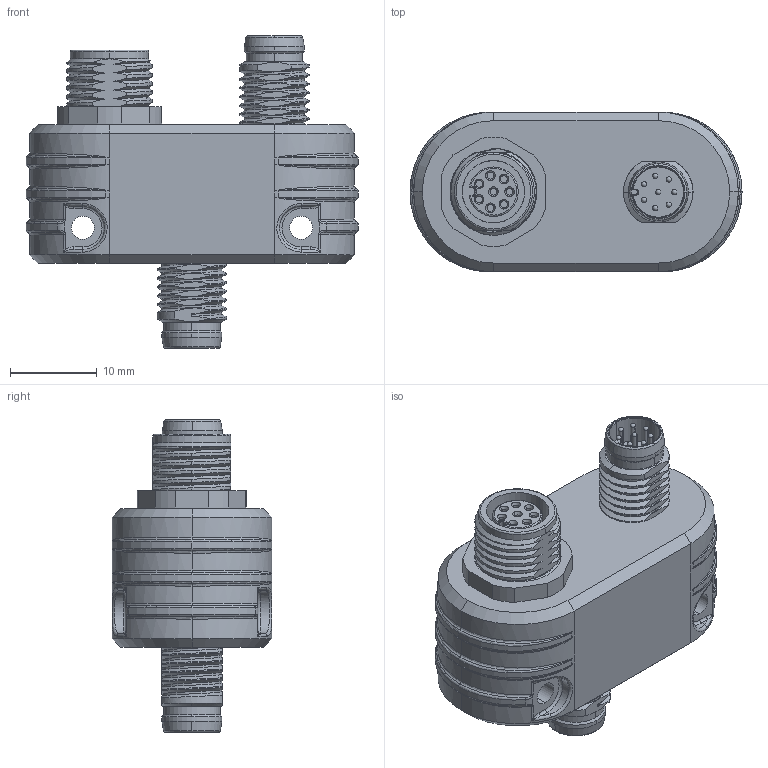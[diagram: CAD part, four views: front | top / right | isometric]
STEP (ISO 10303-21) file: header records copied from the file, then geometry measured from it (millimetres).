
FILE_DESCRIPTION (( 'STEP AP203' ), '1' );
FILE_NAME ('Y-splitter.STEP', '2024-03-04T08:26:19', ( '' ), ( '' ), 'SwSTEP 2.0', 'SolidWorks 2023', '' );
FILE_SCHEMA (( 'CONFIG_CONTROL_DESIGN' ));
Length unit declared in the file: millimetre
Products named in the file (8): 08-3203-08-XXX_CMP-002-00116-3; Y-splitter; RESC0603(1608)_N_CMP-115-000012-5; PA6940; 613-00001-01; PA6940_BOARD; RESC0603(1608)_L_CMP-009-00346-1; 零件1
Assembly tree (8 placements, depth 3):
  Y-splitter
    613-00001-01
    PA6940
      PA6940_BOARD
      RESC0603(1608)_L_CMP-009-00346-1
      RESC0603(1608)_N_CMP-115-000012-5
      零件1  x2
      08-3203-08-XXX_CMP-002-00116-3
Bounding box: 38.24 x 18.4 x 35.97 mm (x, y, z)
Volume: 11360.6 mm3; surface area: 8510.9 mm2
Topology: 9 solids, 29 shells, 1606 faces, 4259 edges, 2706 vertices
Faces by surface type: cylinder 629, plane 583, cone 153, bspline 137, torus 70, sphere 34
Entity records: 46007 total; most frequent: CARTESIAN_POINT 16384, ORIENTED_EDGE 6148, DIRECTION 5788, EDGE_CURVE 3082, AXIS2_PLACEMENT_3D 2224, VERTEX_POINT 1969, EDGE_LOOP 1385, VECTOR 1340
